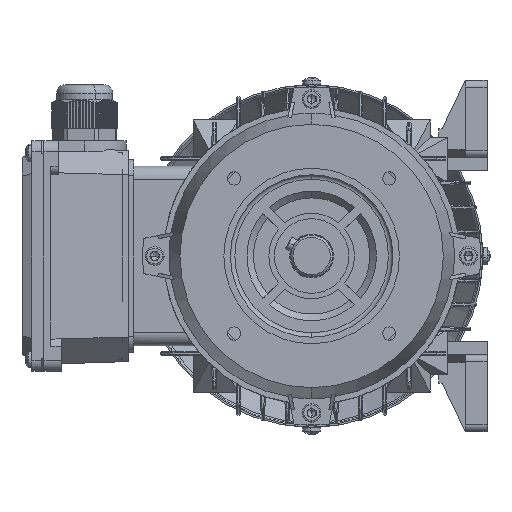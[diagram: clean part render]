
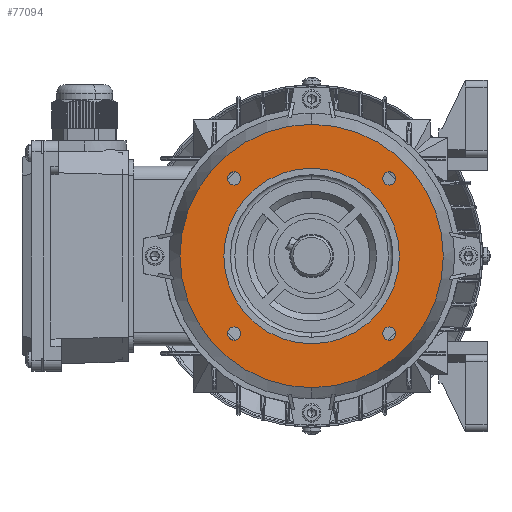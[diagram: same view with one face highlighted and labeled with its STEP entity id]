
A CAD part, left-side view. The second image highlights one B-rep face of the part: STEP entity #77094.
In plain terms, the highlighted face is planar.
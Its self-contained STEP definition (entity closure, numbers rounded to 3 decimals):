
#4678 = CIRCLE ( 'NONE', #4724, 60. ) ;
#4719 = CARTESIAN_POINT ( 'NONE',  ( 60., 0., 32.846 ) ) ;
#4720 = CARTESIAN_POINT ( 'NONE',  ( -60., 0., 32.846 ) ) ;
#4721 = DIRECTION ( 'NONE',  ( -1., 0., 0. ) ) ;
#4722 = DIRECTION ( 'NONE',  ( 0., 0., -1. ) ) ;
#4723 = CARTESIAN_POINT ( 'NONE',  ( 0., 0., 32.846 ) ) ;
#4724 = AXIS2_PLACEMENT_3D ( 'NONE', #4723, #4722, #4721 ) ;
#4810 = DIRECTION ( 'NONE',  ( -1., 0., 0. ) ) ;
#4811 = DIRECTION ( 'NONE',  ( 0., 0., -1. ) ) ;
#4812 = CARTESIAN_POINT ( 'NONE',  ( 0., 0., 32.846 ) ) ;
#4813 = AXIS2_PLACEMENT_3D ( 'NONE', #4812, #4811, #4810 ) ;
#4818 = CIRCLE ( 'NONE', #4813, 40. ) ;
#4823 = CARTESIAN_POINT ( 'NONE',  ( -40., 0., 32.846 ) ) ;
#4824 = CARTESIAN_POINT ( 'NONE',  ( 40., 0., 32.846 ) ) ;
#5043 = FACE_BOUND ( 'NONE', #77095, .T. ) ;
#5048 = DIRECTION ( 'NONE',  ( -1., 0., 0. ) ) ;
#5049 = DIRECTION ( 'NONE',  ( 0., 0., -1. ) ) ;
#5050 = CARTESIAN_POINT ( 'NONE',  ( 0., 0., 32.846 ) ) ;
#5051 = AXIS2_PLACEMENT_3D ( 'NONE', #5050, #5049, #5048 ) ;
#5052 = CIRCLE ( 'NONE', #5051, 40. ) ;
#5064 = DIRECTION ( 'NONE',  ( -1., 0., 0. ) ) ;
#5065 = DIRECTION ( 'NONE',  ( 0., 0., -1. ) ) ;
#5066 = CARTESIAN_POINT ( 'NONE',  ( 0., 0., 32.846 ) ) ;
#5067 = AXIS2_PLACEMENT_3D ( 'NONE', #5066, #5065, #5064 ) ;
#5068 = CIRCLE ( 'NONE', #5067, 60. ) ;
#5086 = DIRECTION ( 'NONE',  ( 1., 0., 0. ) ) ;
#5087 = DIRECTION ( 'NONE',  ( 0., 0., 1. ) ) ;
#5088 = CARTESIAN_POINT ( 'NONE',  ( -35.355, -35.355, 32.846 ) ) ;
#5089 = AXIS2_PLACEMENT_3D ( 'NONE', #5088, #5087, #5086 ) ;
#5094 = CIRCLE ( 'NONE', #5089, 3. ) ;
#5096 = DIRECTION ( 'NONE',  ( -1., 0., 0. ) ) ;
#5097 = DIRECTION ( 'NONE',  ( 0., 0., -1. ) ) ;
#5098 = AXIS2_PLACEMENT_3D ( 'NONE', #5100, #5097, #5096 ) ;
#5100 = CARTESIAN_POINT ( 'NONE',  ( -60., 0., 32.846 ) ) ;
#5101 = PLANE ( 'NONE',  #5098 ) ;
#5102 = FACE_BOUND ( 'NONE', #77082, .T. ) ;
#5103 = FACE_OUTER_BOUND ( 'NONE', #77075, .T. ) ;
#5104 = FACE_BOUND ( 'NONE', #77147, .T. ) ;
#5105 = FACE_BOUND ( 'NONE', #77138, .T. ) ;
#5106 = FACE_BOUND ( 'NONE', #77104, .T. ) ;
#5133 = DIRECTION ( 'NONE',  ( 1., 0., 0. ) ) ;
#5134 = DIRECTION ( 'NONE',  ( 0., 0., 1. ) ) ;
#5135 = CARTESIAN_POINT ( 'NONE',  ( 35.355, -35.355, 32.846 ) ) ;
#5136 = AXIS2_PLACEMENT_3D ( 'NONE', #5135, #5134, #5133 ) ;
#5137 = CIRCLE ( 'NONE', #5136, 3. ) ;
#5143 = DIRECTION ( 'NONE',  ( 1., 0., 0. ) ) ;
#5144 = DIRECTION ( 'NONE',  ( 0., 0., 1. ) ) ;
#5145 = CARTESIAN_POINT ( 'NONE',  ( 35.355, 35.355, 32.846 ) ) ;
#5146 = AXIS2_PLACEMENT_3D ( 'NONE', #5145, #5144, #5143 ) ;
#5147 = CIRCLE ( 'NONE', #5146, 3. ) ;
#5189 = DIRECTION ( 'NONE',  ( 1., 0., 0. ) ) ;
#5190 = DIRECTION ( 'NONE',  ( 0., 0., 1. ) ) ;
#5191 = CARTESIAN_POINT ( 'NONE',  ( -35.355, 35.355, 32.846 ) ) ;
#5192 = AXIS2_PLACEMENT_3D ( 'NONE', #5191, #5190, #5189 ) ;
#5193 = CIRCLE ( 'NONE', #5192, 3. ) ;
#66766 = EDGE_CURVE ( 'NONE', #66836, #66769, #83116, .T. ) ;
#66769 = VERTEX_POINT ( 'NONE', #83164 ) ;
#66804 = EDGE_CURVE ( 'NONE', #66876, #66805, #83186, .T. ) ;
#66805 = VERTEX_POINT ( 'NONE', #83181 ) ;
#66836 = VERTEX_POINT ( 'NONE', #83293 ) ;
#66841 = VERTEX_POINT ( 'NONE', #83282 ) ;
#66876 = VERTEX_POINT ( 'NONE', #83340 ) ;
#66882 = VERTEX_POINT ( 'NONE', #83330 ) ;
#66928 = EDGE_CURVE ( 'NONE', #66841, #66930, #83481, .T. ) ;
#66930 = VERTEX_POINT ( 'NONE', #83476 ) ;
#66970 = EDGE_CURVE ( 'NONE', #66882, #66972, #83572, .T. ) ;
#66972 = VERTEX_POINT ( 'NONE', #83568 ) ;
#76911 = EDGE_CURVE ( 'NONE', #76912, #76913, #4678, .T. ) ;
#76912 = VERTEX_POINT ( 'NONE', #4720 ) ;
#76913 = VERTEX_POINT ( 'NONE', #4719 ) ;
#76955 = EDGE_CURVE ( 'NONE', #76983, #76982, #4818, .T. ) ;
#76982 = VERTEX_POINT ( 'NONE', #4824 ) ;
#76983 = VERTEX_POINT ( 'NONE', #4823 ) ;
#77075 = EDGE_LOOP ( 'NONE', ( #77077, #77079 ) ) ;
#77077 = ORIENTED_EDGE ( 'NONE', *, *, #76911, .F. ) ;
#77079 = ORIENTED_EDGE ( 'NONE', *, *, #77081, .F. ) ;
#77081 = EDGE_CURVE ( 'NONE', #76913, #76912, #5068, .T. ) ;
#77082 = EDGE_LOOP ( 'NONE', ( #77195, #77197 ) ) ;
#77092 = EDGE_CURVE ( 'NONE', #76982, #76983, #5052, .T. ) ;
#77094 = ADVANCED_FACE ( 'NONE', ( #5043, #5106, #5105, #5104, #5103, #5102 ), #5101, .F. ) ;
#77095 = EDGE_LOOP ( 'NONE', ( #77098, #77102 ) ) ;
#77098 = ORIENTED_EDGE ( 'NONE', *, *, #77100, .F. ) ;
#77100 = EDGE_CURVE ( 'NONE', #66769, #66836, #5094, .T. ) ;
#77102 = ORIENTED_EDGE ( 'NONE', *, *, #66766, .F. ) ;
#77104 = EDGE_LOOP ( 'NONE', ( #77108, #77112 ) ) ;
#77108 = ORIENTED_EDGE ( 'NONE', *, *, #77110, .F. ) ;
#77110 = EDGE_CURVE ( 'NONE', #66805, #66876, #5137, .T. ) ;
#77112 = ORIENTED_EDGE ( 'NONE', *, *, #66804, .F. ) ;
#77138 = EDGE_LOOP ( 'NONE', ( #77141, #77145 ) ) ;
#77141 = ORIENTED_EDGE ( 'NONE', *, *, #77143, .F. ) ;
#77143 = EDGE_CURVE ( 'NONE', #66930, #66841, #5147, .T. ) ;
#77145 = ORIENTED_EDGE ( 'NONE', *, *, #66928, .F. ) ;
#77147 = EDGE_LOOP ( 'NONE', ( #77150, #77155 ) ) ;
#77150 = ORIENTED_EDGE ( 'NONE', *, *, #77152, .F. ) ;
#77152 = EDGE_CURVE ( 'NONE', #66972, #66882, #5193, .T. ) ;
#77155 = ORIENTED_EDGE ( 'NONE', *, *, #66970, .F. ) ;
#77195 = ORIENTED_EDGE ( 'NONE', *, *, #76955, .T. ) ;
#77197 = ORIENTED_EDGE ( 'NONE', *, *, #77092, .T. ) ;
#83112 = DIRECTION ( 'NONE',  ( 1., 0., 0. ) ) ;
#83113 = DIRECTION ( 'NONE',  ( 0., 0., 1. ) ) ;
#83114 = CARTESIAN_POINT ( 'NONE',  ( -35.355, -35.355, 32.846 ) ) ;
#83115 = AXIS2_PLACEMENT_3D ( 'NONE', #83114, #83113, #83112 ) ;
#83116 = CIRCLE ( 'NONE', #83115, 3. ) ;
#83164 = CARTESIAN_POINT ( 'NONE',  ( -32.355, -35.355, 32.846 ) ) ;
#83181 = CARTESIAN_POINT ( 'NONE',  ( 38.355, -35.355, 32.846 ) ) ;
#83182 = DIRECTION ( 'NONE',  ( 1., 0., 0. ) ) ;
#83183 = DIRECTION ( 'NONE',  ( 0., 0., 1. ) ) ;
#83184 = CARTESIAN_POINT ( 'NONE',  ( 35.355, -35.355, 32.846 ) ) ;
#83185 = AXIS2_PLACEMENT_3D ( 'NONE', #83184, #83183, #83182 ) ;
#83186 = CIRCLE ( 'NONE', #83185, 3. ) ;
#83282 = CARTESIAN_POINT ( 'NONE',  ( 32.355, 35.355, 32.846 ) ) ;
#83293 = CARTESIAN_POINT ( 'NONE',  ( -38.355, -35.355, 32.846 ) ) ;
#83330 = CARTESIAN_POINT ( 'NONE',  ( -38.355, 35.355, 32.846 ) ) ;
#83340 = CARTESIAN_POINT ( 'NONE',  ( 32.355, -35.355, 32.846 ) ) ;
#83476 = CARTESIAN_POINT ( 'NONE',  ( 38.355, 35.355, 32.846 ) ) ;
#83477 = DIRECTION ( 'NONE',  ( 1., 0., 0. ) ) ;
#83478 = DIRECTION ( 'NONE',  ( 0., 0., 1. ) ) ;
#83479 = CARTESIAN_POINT ( 'NONE',  ( 35.355, 35.355, 32.846 ) ) ;
#83480 = AXIS2_PLACEMENT_3D ( 'NONE', #83479, #83478, #83477 ) ;
#83481 = CIRCLE ( 'NONE', #83480, 3. ) ;
#83568 = CARTESIAN_POINT ( 'NONE',  ( -32.355, 35.355, 32.846 ) ) ;
#83569 = DIRECTION ( 'NONE',  ( 1., 0., 0. ) ) ;
#83570 = DIRECTION ( 'NONE',  ( 0., 0., 1. ) ) ;
#83571 = AXIS2_PLACEMENT_3D ( 'NONE', #83579, #83570, #83569 ) ;
#83572 = CIRCLE ( 'NONE', #83571, 3. ) ;
#83579 = CARTESIAN_POINT ( 'NONE',  ( -35.355, 35.355, 32.846 ) ) ;
